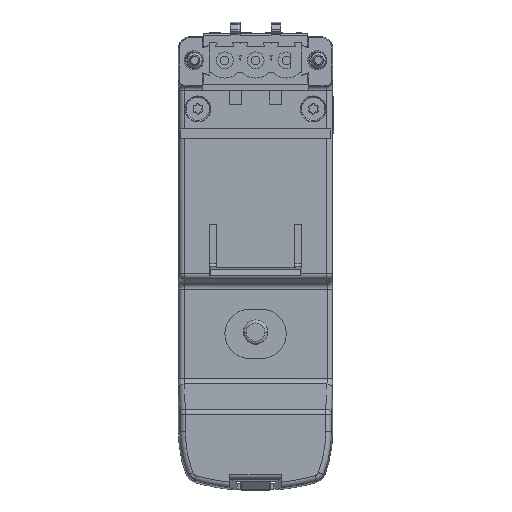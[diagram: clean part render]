
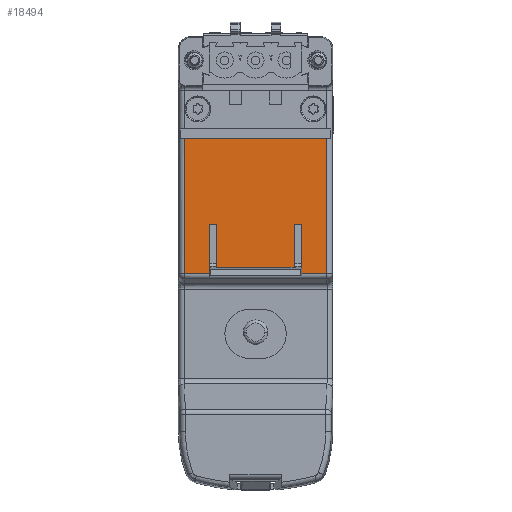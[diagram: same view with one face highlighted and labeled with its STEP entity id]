
A CAD part, front view. The second image highlights one B-rep face of the part: STEP entity #18494.
In plain terms, the highlighted planar face has unit normal (0, -1, 0).
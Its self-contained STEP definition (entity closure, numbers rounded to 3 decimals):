
#2394=DIRECTION('',(1.,0.,0.));
#2395=VECTOR('',#2394,23.443);
#2396=CARTESIAN_POINT('',(-11.721,13.6,-10.695));
#2397=LINE('',#2396,#2395);
#2398=DIRECTION('',(0.,0.,1.));
#2399=VECTOR('',#2398,22.34);
#2400=CARTESIAN_POINT('',(11.721,13.6,-33.035));
#2401=LINE('',#2400,#2399);
#2402=DIRECTION('',(1.,0.,0.));
#2403=VECTOR('',#2402,4.143);
#2404=CARTESIAN_POINT('',(7.579,13.6,-33.035));
#2405=LINE('',#2404,#2403);
#2406=DIRECTION('',(0.,0.,-1.));
#2407=VECTOR('',#2406,8.213);
#2408=CARTESIAN_POINT('',(7.579,13.6,-24.821));
#2409=LINE('',#2408,#2407);
#2410=DIRECTION('',(1.,0.,0.));
#2411=VECTOR('',#2410,1.157);
#2412=CARTESIAN_POINT('',(6.421,13.6,-24.821));
#2413=LINE('',#2412,#2411);
#2414=DIRECTION('',(0.,0.,1.));
#2415=VECTOR('',#2414,7.09);
#2416=CARTESIAN_POINT('',(6.421,13.6,-31.911));
#2417=LINE('',#2416,#2415);
#2418=DIRECTION('',(1.,0.,0.));
#2419=VECTOR('',#2418,12.843);
#2420=CARTESIAN_POINT('',(-6.421,13.6,-31.911));
#2421=LINE('',#2420,#2419);
#2422=DIRECTION('',(0.,0.,-1.));
#2423=VECTOR('',#2422,7.09);
#2424=CARTESIAN_POINT('',(-6.421,13.6,-24.821));
#2425=LINE('',#2424,#2423);
#2426=DIRECTION('',(1.,0.,0.));
#2427=VECTOR('',#2426,1.157);
#2428=CARTESIAN_POINT('',(-7.579,13.6,-24.821));
#2429=LINE('',#2428,#2427);
#2430=DIRECTION('',(0.,0.,1.));
#2431=VECTOR('',#2430,8.213);
#2432=CARTESIAN_POINT('',(-7.579,13.6,-33.035));
#2433=LINE('',#2432,#2431);
#2434=DIRECTION('',(1.,0.,0.));
#2435=VECTOR('',#2434,4.143);
#2436=CARTESIAN_POINT('',(-11.721,13.6,-33.035));
#2437=LINE('',#2436,#2435);
#2438=DIRECTION('',(0.,0.,-1.));
#2439=VECTOR('',#2438,22.34);
#2440=CARTESIAN_POINT('',(-11.721,13.6,-10.695));
#2441=LINE('',#2440,#2439);
#12177=CARTESIAN_POINT('',(-6.421,13.6,-31.911));
#12178=CARTESIAN_POINT('',(6.421,13.6,-31.911));
#12179=VERTEX_POINT('',#12177);
#12180=VERTEX_POINT('',#12178);
#12182=CARTESIAN_POINT('',(-7.579,13.6,-24.821));
#12184=VERTEX_POINT('',#12182);
#12191=CARTESIAN_POINT('',(-6.421,13.6,-24.821));
#12193=VERTEX_POINT('',#12191);
#12200=CARTESIAN_POINT('',(6.421,13.6,-24.821));
#12202=VERTEX_POINT('',#12200);
#12209=CARTESIAN_POINT('',(7.579,13.6,-24.821));
#12211=VERTEX_POINT('',#12209);
#12280=CARTESIAN_POINT('',(11.721,13.6,-33.035));
#12282=VERTEX_POINT('',#12280);
#12309=CARTESIAN_POINT('',(-11.721,13.6,-33.035));
#12310=VERTEX_POINT('',#12309);
#12313=CARTESIAN_POINT('',(-7.579,13.6,-33.035));
#12314=VERTEX_POINT('',#12313);
#12427=CARTESIAN_POINT('',(7.579,13.6,-33.035));
#12428=VERTEX_POINT('',#12427);
#12525=CARTESIAN_POINT('',(-11.721,13.6,-10.695));
#12526=CARTESIAN_POINT('',(11.721,13.6,-10.695));
#12527=VERTEX_POINT('',#12525);
#12528=VERTEX_POINT('',#12526);
#18466=CARTESIAN_POINT('',(0.,13.6,0.));
#18467=DIRECTION('',(0.,1.,0.));
#18468=DIRECTION('',(0.,0.,1.));
#18469=AXIS2_PLACEMENT_3D('',#18466,#18467,#18468);
#18470=PLANE('',#18469);
#18472=ORIENTED_EDGE('',*,*,#18471,.T.);
#18473=ORIENTED_EDGE('',*,*,#17115,.F.);
#18474=ORIENTED_EDGE('',*,*,#18436,.F.);
#18476=ORIENTED_EDGE('',*,*,#18475,.F.);
#18478=ORIENTED_EDGE('',*,*,#18477,.F.);
#18480=ORIENTED_EDGE('',*,*,#18479,.F.);
#18482=ORIENTED_EDGE('',*,*,#18481,.F.);
#18484=ORIENTED_EDGE('',*,*,#18483,.F.);
#18486=ORIENTED_EDGE('',*,*,#18485,.F.);
#18488=ORIENTED_EDGE('',*,*,#18487,.F.);
#18489=ORIENTED_EDGE('',*,*,#18428,.F.);
#18491=ORIENTED_EDGE('',*,*,#18490,.F.);
#18492=EDGE_LOOP('',(#18472,#18473,#18474,#18476,#18478,#18480,#18482,#18484,
#18486,#18488,#18489,#18491));
#18493=FACE_OUTER_BOUND('',#18492,.F.);
#18494=ADVANCED_FACE('',(#18493),#18470,.F.);
#17115=EDGE_CURVE('',#12282,#12528,#2401,.T.);
#18428=EDGE_CURVE('',#12310,#12314,#2437,.T.);
#18436=EDGE_CURVE('',#12428,#12282,#2405,.T.);
#18471=EDGE_CURVE('',#12527,#12528,#2397,.T.);
#18475=EDGE_CURVE('',#12211,#12428,#2409,.T.);
#18477=EDGE_CURVE('',#12202,#12211,#2413,.T.);
#18479=EDGE_CURVE('',#12180,#12202,#2417,.T.);
#18481=EDGE_CURVE('',#12179,#12180,#2421,.T.);
#18483=EDGE_CURVE('',#12193,#12179,#2425,.T.);
#18485=EDGE_CURVE('',#12184,#12193,#2429,.T.);
#18487=EDGE_CURVE('',#12314,#12184,#2433,.T.);
#18490=EDGE_CURVE('',#12527,#12310,#2441,.T.);
